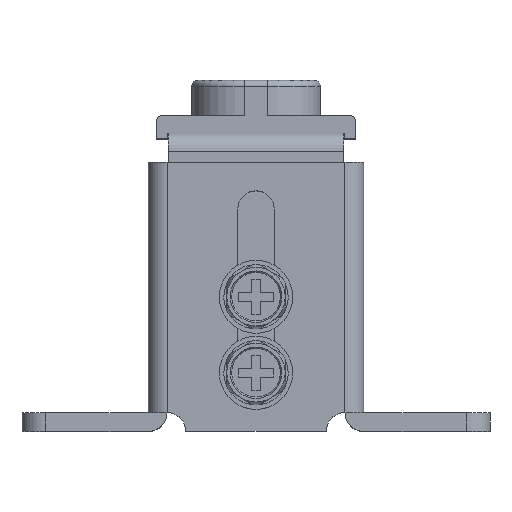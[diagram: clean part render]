
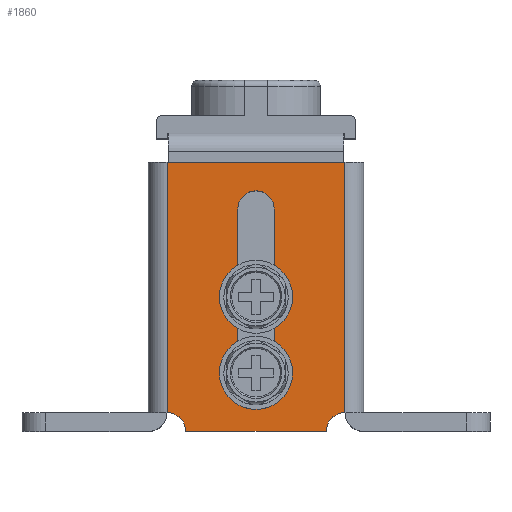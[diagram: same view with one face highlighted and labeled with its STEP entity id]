
A CAD part, top view. The second image highlights one B-rep face of the part: STEP entity #1860.
In plain terms, the highlighted planar face has unit normal (0, 0, 1).
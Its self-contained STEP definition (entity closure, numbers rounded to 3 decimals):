
#83 = EDGE_LOOP ( 'NONE', ( #4789, #4787, #4788, #4786, #4784, #4785 ) ) ;
#84 = EDGE_LOOP ( 'NONE', ( #3134, #3132, #3133, #3131 ) ) ;
#782 = CIRCLE ( 'NONE', #784, 3.2 ) ;
#784 = AXIS2_PLACEMENT_3D ( 'NONE', #6086, #6087, #6088 ) ;
#786 = CIRCLE ( 'NONE', #788, 3.2 ) ;
#787 = VECTOR ( 'NONE', #6090, 1000. ) ;
#788 = AXIS2_PLACEMENT_3D ( 'NONE', #6091, #6092, #6093 ) ;
#789 = CIRCLE ( 'NONE', #790, 3.1 ) ;
#790 = AXIS2_PLACEMENT_3D ( 'NONE', #6094, #6095, #6096 ) ;
#843 = AXIS2_PLACEMENT_3D ( 'NONE', #6225, #6226, #6227 ) ;
#1121 = VECTOR ( 'NONE', #1756, 1000. ) ;
#1146 = CIRCLE ( 'NONE', #1153, 3.1 ) ;
#1150 = VECTOR ( 'NONE', #1809, 1000. ) ;
#1151 = VECTOR ( 'NONE', #1811, 1000. ) ;
#1152 = VECTOR ( 'NONE', #1813, 1000. ) ;
#1153 = AXIS2_PLACEMENT_3D ( 'NONE', #1814, #1815, #1816 ) ;
#1163 = VECTOR ( 'NONE', #5358, 1000. ) ;
#1286 = EDGE_CURVE ( 'NONE', #3164, #3009, #782, .T. ) ;
#1287 = EDGE_CURVE ( 'NONE', #3000, #3009, #3466, .T. ) ;
#1288 = EDGE_CURVE ( 'NONE', #3010, #3159, #786, .T. ) ;
#1289 = EDGE_CURVE ( 'NONE', #4449, #4454, #789, .T. ) ;
#1755 = CARTESIAN_POINT ( 'NONE',  ( 18.4, 0., 15. ) ) ;
#1756 = DIRECTION ( 'NONE',  ( -1., 0., 0. ) ) ;
#1808 = CARTESIAN_POINT ( 'NONE',  ( 15.2, 46., 15. ) ) ;
#1809 = DIRECTION ( 'NONE',  ( 0., 1., 0. ) ) ;
#1810 = CARTESIAN_POINT ( 'NONE',  ( 3.1, 38., 15. ) ) ;
#1811 = DIRECTION ( 'NONE',  ( 0., 1., 0. ) ) ;
#1812 = CARTESIAN_POINT ( 'NONE',  ( -3.1, 38., 15. ) ) ;
#1813 = DIRECTION ( 'NONE',  ( 0., -1., 0. ) ) ;
#1814 = CARTESIAN_POINT ( 'NONE',  ( 0., 38., 15. ) ) ;
#1815 = DIRECTION ( 'NONE',  ( 0., 0., 1. ) ) ;
#1816 = DIRECTION ( 'NONE',  ( 1., 0., 0. ) ) ;
#1860 = ADVANCED_FACE ( 'NONE', ( #3503, #3504 ), #6224, .F. ) ;
#2123 = EDGE_CURVE ( 'NONE', #3159, #3164, #3724, .T. ) ;
#2146 = EDGE_CURVE ( 'NONE', #3010, #3007, #3740, .T. ) ;
#2147 = EDGE_CURVE ( 'NONE', #4454, #4458, #3741, .T. ) ;
#2148 = EDGE_CURVE ( 'NONE', #2998, #4449, #3742, .T. ) ;
#2149 = EDGE_CURVE ( 'NONE', #4458, #2998, #1146, .T. ) ;
#2156 = EDGE_CURVE ( 'NONE', #3007, #3000, #3748, .T. ) ;
#2998 = VERTEX_POINT ( 'NONE', #5897 ) ;
#3000 = VERTEX_POINT ( 'NONE', #5899 ) ;
#3007 = VERTEX_POINT ( 'NONE', #5906 ) ;
#3009 = VERTEX_POINT ( 'NONE', #5908 ) ;
#3010 = VERTEX_POINT ( 'NONE', #5909 ) ;
#3131 = ORIENTED_EDGE ( 'NONE', *, *, #1289, .F. ) ;
#3132 = ORIENTED_EDGE ( 'NONE', *, *, #2149, .F. ) ;
#3133 = ORIENTED_EDGE ( 'NONE', *, *, #2147, .F. ) ;
#3134 = ORIENTED_EDGE ( 'NONE', *, *, #2148, .F. ) ;
#3159 = VERTEX_POINT ( 'NONE', #3828 ) ;
#3164 = VERTEX_POINT ( 'NONE', #3833 ) ;
#3466 = LINE ( 'NONE', #6089, #787 ) ;
#3503 = FACE_BOUND ( 'NONE', #84, .T. ) ;
#3504 = FACE_OUTER_BOUND ( 'NONE', #83, .T. ) ;
#3724 = LINE ( 'NONE', #1755, #1121 ) ;
#3740 = LINE ( 'NONE', #1808, #1150 ) ;
#3741 = LINE ( 'NONE', #1810, #1151 ) ;
#3742 = LINE ( 'NONE', #1812, #1152 ) ;
#3748 = LINE ( 'NONE', #5357, #1163 ) ;
#3828 = CARTESIAN_POINT ( 'NONE',  ( 12., 0., 15. ) ) ;
#3833 = CARTESIAN_POINT ( 'NONE',  ( -12., 0., 15. ) ) ;
#3870 = CARTESIAN_POINT ( 'NONE',  ( -3.1, 10., 15. ) ) ;
#3871 = CARTESIAN_POINT ( 'NONE',  ( 3.1, 10., 15. ) ) ;
#3872 = CARTESIAN_POINT ( 'NONE',  ( 3.1, 38., 15. ) ) ;
#4449 = VERTEX_POINT ( 'NONE', #3870 ) ;
#4454 = VERTEX_POINT ( 'NONE', #3871 ) ;
#4458 = VERTEX_POINT ( 'NONE', #3872 ) ;
#4784 = ORIENTED_EDGE ( 'NONE', *, *, #1286, .F. ) ;
#4785 = ORIENTED_EDGE ( 'NONE', *, *, #2123, .F. ) ;
#4786 = ORIENTED_EDGE ( 'NONE', *, *, #1287, .T. ) ;
#4787 = ORIENTED_EDGE ( 'NONE', *, *, #2146, .T. ) ;
#4788 = ORIENTED_EDGE ( 'NONE', *, *, #2156, .T. ) ;
#4789 = ORIENTED_EDGE ( 'NONE', *, *, #1288, .F. ) ;
#5357 = CARTESIAN_POINT ( 'NONE',  ( 18.4, 46., 15. ) ) ;
#5358 = DIRECTION ( 'NONE',  ( -1., 0., 0. ) ) ;
#5897 = CARTESIAN_POINT ( 'NONE',  ( -3.1, 38., 15. ) ) ;
#5899 = CARTESIAN_POINT ( 'NONE',  ( -15.2, 46., 15. ) ) ;
#5906 = CARTESIAN_POINT ( 'NONE',  ( 15.2, 46., 15. ) ) ;
#5908 = CARTESIAN_POINT ( 'NONE',  ( -15.2, 3.2, 15. ) ) ;
#5909 = CARTESIAN_POINT ( 'NONE',  ( 15.2, 3.2, 15. ) ) ;
#6086 = CARTESIAN_POINT ( 'NONE',  ( -15.2, 0., 15. ) ) ;
#6087 = DIRECTION ( 'NONE',  ( 0., 0., 1. ) ) ;
#6088 = DIRECTION ( 'NONE',  ( -1., 0., 0. ) ) ;
#6089 = CARTESIAN_POINT ( 'NONE',  ( -15.2, 3.2, 15. ) ) ;
#6090 = DIRECTION ( 'NONE',  ( 0., -1., 0. ) ) ;
#6091 = CARTESIAN_POINT ( 'NONE',  ( 15.2, 0., 15. ) ) ;
#6092 = DIRECTION ( 'NONE',  ( 0., 0., 1. ) ) ;
#6093 = DIRECTION ( 'NONE',  ( 1., 0., 0. ) ) ;
#6094 = CARTESIAN_POINT ( 'NONE',  ( 0., 10., 15. ) ) ;
#6095 = DIRECTION ( 'NONE',  ( 0., 0., 1. ) ) ;
#6096 = DIRECTION ( 'NONE',  ( 1., 0., 0. ) ) ;
#6224 = PLANE ( 'NONE',  #843 ) ;
#6225 = CARTESIAN_POINT ( 'NONE',  ( 18.4, 46., 15. ) ) ;
#6226 = DIRECTION ( 'NONE',  ( 0., 0., -1. ) ) ;
#6227 = DIRECTION ( 'NONE',  ( 0., 1., 0. ) ) ;
